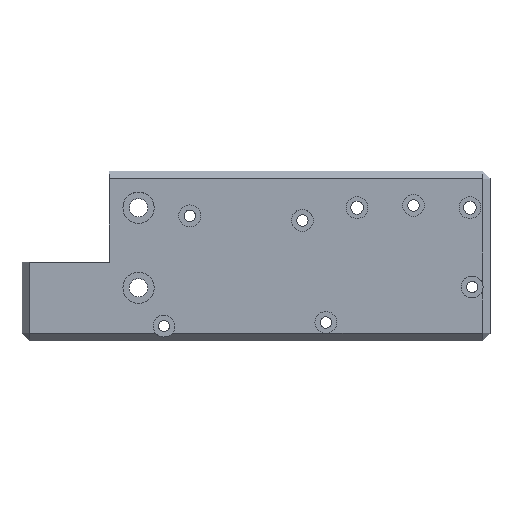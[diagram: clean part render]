
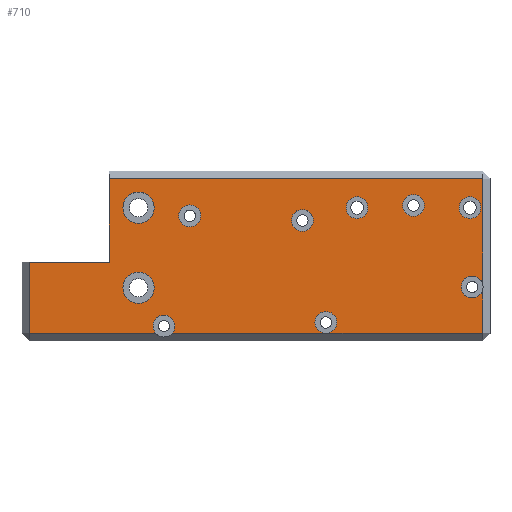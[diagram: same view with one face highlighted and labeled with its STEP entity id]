
A CAD part, top view. The second image highlights one B-rep face of the part: STEP entity #710.
In plain terms, the highlighted planar face has unit normal (0, 0, 1).
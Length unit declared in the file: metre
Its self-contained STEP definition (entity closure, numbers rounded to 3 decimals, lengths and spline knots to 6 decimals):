
#30=LINE('',#1156,#72);
#35=LINE('',#1166,#77);
#40=LINE('',#1177,#82);
#41=LINE('',#1179,#83);
#42=LINE('',#1183,#84);
#43=LINE('',#1186,#85);
#44=LINE('',#1188,#86);
#45=LINE('',#1192,#87);
#46=LINE('',#1194,#88);
#72=VECTOR('',#932,1.);
#77=VECTOR('',#939,1.);
#82=VECTOR('',#952,1.);
#83=VECTOR('',#953,1.);
#84=VECTOR('',#956,1.);
#85=VECTOR('',#959,1.);
#86=VECTOR('',#960,1.);
#87=VECTOR('',#963,1.);
#88=VECTOR('',#964,1.);
#105=PLANE('',#791);
#191=ORIENTED_EDGE('',*,*,#340,.T.);
#192=ORIENTED_EDGE('',*,*,#341,.T.);
#193=ORIENTED_EDGE('',*,*,#335,.F.);
#194=ORIENTED_EDGE('',*,*,#342,.T.);
#195=ORIENTED_EDGE('',*,*,#343,.T.);
#196=ORIENTED_EDGE('',*,*,#344,.T.);
#197=ORIENTED_EDGE('',*,*,#345,.T.);
#198=ORIENTED_EDGE('',*,*,#346,.T.);
#199=ORIENTED_EDGE('',*,*,#347,.T.);
#200=ORIENTED_EDGE('',*,*,#348,.T.);
#201=ORIENTED_EDGE('',*,*,#349,.T.);
#202=ORIENTED_EDGE('',*,*,#350,.T.);
#203=ORIENTED_EDGE('',*,*,#351,.T.);
#204=ORIENTED_EDGE('',*,*,#330,.T.);
#205=ORIENTED_EDGE('',*,*,#352,.T.);
#206=ORIENTED_EDGE('',*,*,#353,.T.);
#207=ORIENTED_EDGE('',*,*,#354,.T.);
#208=ORIENTED_EDGE('',*,*,#355,.T.);
#209=ORIENTED_EDGE('',*,*,#356,.T.);
#330=EDGE_CURVE('',#414,#415,#30,.T.);
#335=EDGE_CURVE('',#417,#415,#35,.T.);
#340=EDGE_CURVE('',#418,#418,#463,.T.);
#341=EDGE_CURVE('',#419,#419,#464,.T.);
#342=EDGE_CURVE('',#417,#420,#40,.T.);
#343=EDGE_CURVE('',#420,#421,#41,.T.);
#344=EDGE_CURVE('',#421,#422,#465,.T.);
#345=EDGE_CURVE('',#422,#423,#42,.T.);
#346=EDGE_CURVE('',#423,#423,#466,.T.);
#347=EDGE_CURVE('',#423,#424,#43,.T.);
#348=EDGE_CURVE('',#424,#425,#44,.T.);
#349=EDGE_CURVE('',#425,#426,#467,.T.);
#350=EDGE_CURVE('',#426,#427,#45,.T.);
#351=EDGE_CURVE('',#427,#414,#46,.T.);
#352=EDGE_CURVE('',#428,#428,#468,.T.);
#353=EDGE_CURVE('',#429,#429,#469,.T.);
#354=EDGE_CURVE('',#430,#430,#470,.T.);
#355=EDGE_CURVE('',#431,#431,#471,.T.);
#356=EDGE_CURVE('',#432,#432,#472,.T.);
#414=VERTEX_POINT('',#1157);
#415=VERTEX_POINT('',#1158);
#417=VERTEX_POINT('',#1165);
#418=VERTEX_POINT('',#1174);
#419=VERTEX_POINT('',#1176);
#420=VERTEX_POINT('',#1178);
#421=VERTEX_POINT('',#1180);
#422=VERTEX_POINT('',#1182);
#423=VERTEX_POINT('',#1184);
#424=VERTEX_POINT('',#1187);
#425=VERTEX_POINT('',#1189);
#426=VERTEX_POINT('',#1191);
#427=VERTEX_POINT('',#1193);
#428=VERTEX_POINT('',#1196);
#429=VERTEX_POINT('',#1198);
#430=VERTEX_POINT('',#1200);
#431=VERTEX_POINT('',#1202);
#432=VERTEX_POINT('',#1204);
#463=CIRCLE('',#792,0.0043);
#464=CIRCLE('',#793,0.0043);
#465=CIRCLE('',#794,0.003);
#466=CIRCLE('',#795,0.003);
#467=CIRCLE('',#796,0.003);
#468=CIRCLE('',#797,0.003);
#469=CIRCLE('',#798,0.003);
#470=CIRCLE('',#799,0.003);
#471=CIRCLE('',#800,0.003);
#472=CIRCLE('',#801,0.003);
#520=EDGE_LOOP('',(#191));
#521=EDGE_LOOP('',(#192));
#522=EDGE_LOOP('',(#193,#194,#195,#196,#197,#198,#199,#200,#201,#202,#203,
#204));
#523=EDGE_LOOP('',(#205));
#524=EDGE_LOOP('',(#206));
#525=EDGE_LOOP('',(#207));
#526=EDGE_LOOP('',(#208));
#527=EDGE_LOOP('',(#209));
#615=FACE_BOUND('',#520,.T.);
#616=FACE_BOUND('',#521,.T.);
#617=FACE_BOUND('',#522,.T.);
#618=FACE_BOUND('',#523,.T.);
#619=FACE_BOUND('',#524,.T.);
#620=FACE_BOUND('',#525,.T.);
#621=FACE_BOUND('',#526,.T.);
#622=FACE_BOUND('',#527,.T.);
#710=ADVANCED_FACE('',(#615,#616,#617,#618,#619,#620,#621,#622),#105,.T.);
#791=AXIS2_PLACEMENT_3D('',#1172,#946,#947);
#792=AXIS2_PLACEMENT_3D('',#1173,#948,#949);
#793=AXIS2_PLACEMENT_3D('',#1175,#950,#951);
#794=AXIS2_PLACEMENT_3D('',#1181,#954,#955);
#795=AXIS2_PLACEMENT_3D('',#1185,#957,#958);
#796=AXIS2_PLACEMENT_3D('',#1190,#961,#962);
#797=AXIS2_PLACEMENT_3D('',#1195,#965,#966);
#798=AXIS2_PLACEMENT_3D('',#1197,#967,#968);
#799=AXIS2_PLACEMENT_3D('',#1199,#969,#970);
#800=AXIS2_PLACEMENT_3D('',#1201,#971,#972);
#801=AXIS2_PLACEMENT_3D('',#1203,#973,#974);
#932=DIRECTION('',(0.,-1.,0.));
#939=DIRECTION('',(1.,0.,0.));
#946=DIRECTION('',(0.,0.,1.));
#947=DIRECTION('',(1.,0.,0.));
#948=DIRECTION('',(0.,0.,-1.));
#949=DIRECTION('',(-1.,0.,0.));
#950=DIRECTION('',(0.,0.,-1.));
#951=DIRECTION('',(-1.,0.,0.));
#952=DIRECTION('',(0.,-1.,0.));
#953=DIRECTION('',(1.,0.,0.));
#954=DIRECTION('',(0.,0.,-1.));
#955=DIRECTION('',(-1.,0.,0.));
#956=DIRECTION('',(1.,0.,0.));
#957=DIRECTION('',(0.,0.,-1.));
#958=DIRECTION('',(-1.,0.,0.));
#959=DIRECTION('',(1.,0.,0.));
#960=DIRECTION('',(0.,1.,0.));
#961=DIRECTION('',(0.,0.,-1.));
#962=DIRECTION('',(-1.,0.,0.));
#963=DIRECTION('',(0.,1.,0.));
#964=DIRECTION('',(-1.,0.,0.));
#965=DIRECTION('',(0.,0.,-1.));
#966=DIRECTION('',(-1.,0.,0.));
#967=DIRECTION('',(0.,0.,-1.));
#968=DIRECTION('',(-1.,0.,0.));
#969=DIRECTION('',(0.,0.,-1.));
#970=DIRECTION('',(-1.,0.,0.));
#971=DIRECTION('',(0.,0.,-1.));
#972=DIRECTION('',(-1.,0.,0.));
#973=DIRECTION('',(0.,0.,-1.));
#974=DIRECTION('',(-1.,0.,0.));
#1156=CARTESIAN_POINT('',(-0.041398,0.0025,-0.021));
#1157=CARTESIAN_POINT('',(-0.041398,0.0025,-0.021));
#1158=CARTESIAN_POINT('',(-0.041398,-0.0205,-0.021));
#1165=CARTESIAN_POINT('',(-0.063398,-0.0205,-0.021));
#1166=CARTESIAN_POINT('',(-0.043398,-0.0205,-0.021));
#1172=CARTESIAN_POINT('',(-0.001148,-0.01875,-0.021));
#1173=CARTESIAN_POINT('',(-0.033398,-0.0275,-0.021));
#1174=CARTESIAN_POINT('',(-0.037698,-0.0275,-0.021));
#1175=CARTESIAN_POINT('',(-0.033398,-0.0055,-0.021));
#1176=CARTESIAN_POINT('',(-0.037698,-0.0055,-0.021));
#1177=CARTESIAN_POINT('',(-0.063398,-0.01875,-0.021));
#1178=CARTESIAN_POINT('',(-0.063398,-0.04,-0.021));
#1179=CARTESIAN_POINT('',(-0.001148,-0.04,-0.021));
#1180=CARTESIAN_POINT('',(-0.028634,-0.04,-0.021));
#1181=CARTESIAN_POINT('',(-0.026398,-0.038,-0.021));
#1182=CARTESIAN_POINT('',(-0.024162,-0.04,-0.021));
#1183=CARTESIAN_POINT('',(-0.001148,-0.04,-0.021));
#1184=CARTESIAN_POINT('',(0.018049,-0.04,-0.021));
#1185=CARTESIAN_POINT('',(0.018049,-0.037,-0.021));
#1186=CARTESIAN_POINT('',(-0.001148,-0.04,-0.021));
#1187=CARTESIAN_POINT('',(0.061102,-0.04,-0.021));
#1188=CARTESIAN_POINT('',(0.061102,0.0045,-0.021));
#1189=CARTESIAN_POINT('',(0.061102,-0.028066,-0.021));
#1190=CARTESIAN_POINT('',(0.058206,-0.027281,-0.021));
#1191=CARTESIAN_POINT('',(0.061102,-0.026496,-0.021));
#1192=CARTESIAN_POINT('',(0.061102,0.0045,-0.021));
#1193=CARTESIAN_POINT('',(0.061102,0.0025,-0.021));
#1194=CARTESIAN_POINT('',(-0.041398,0.0025,-0.021));
#1195=CARTESIAN_POINT('',(0.026602,-0.0055,-0.021));
#1196=CARTESIAN_POINT('',(0.023602,-0.0055,-0.021));
#1197=CARTESIAN_POINT('',(0.057602,-0.0055,-0.021));
#1198=CARTESIAN_POINT('',(0.054602,-0.0055,-0.021));
#1199=CARTESIAN_POINT('',(0.042102,-0.004875,-0.021));
#1200=CARTESIAN_POINT('',(0.039102,-0.004875,-0.021));
#1201=CARTESIAN_POINT('',(0.011602,-0.009,-0.021));
#1202=CARTESIAN_POINT('',(0.008602,-0.009,-0.021));
#1203=CARTESIAN_POINT('',(-0.019339,-0.007724,-0.021));
#1204=CARTESIAN_POINT('',(-0.022339,-0.007724,-0.021));
